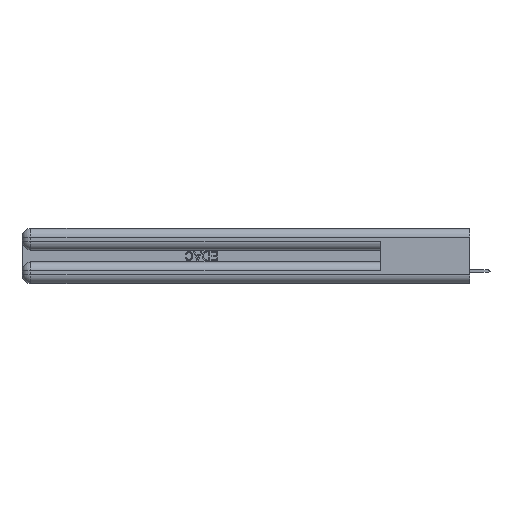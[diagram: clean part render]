
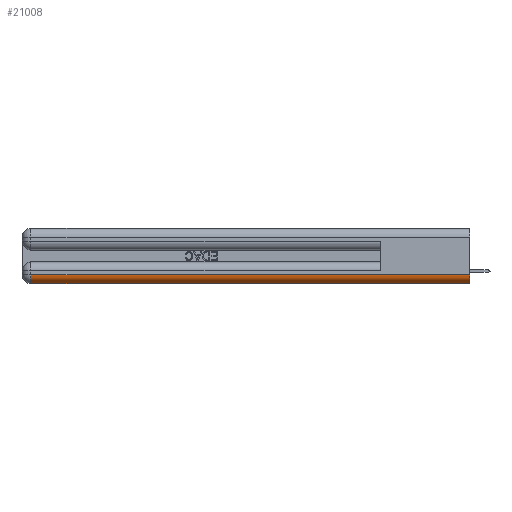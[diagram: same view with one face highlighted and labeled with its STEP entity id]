
A CAD part, left-side view. The second image highlights one B-rep face of the part: STEP entity #21008.
In plain terms, the highlighted cylindrical face has radius 1.524 mm (diameter 3.048 mm), a partial arc.
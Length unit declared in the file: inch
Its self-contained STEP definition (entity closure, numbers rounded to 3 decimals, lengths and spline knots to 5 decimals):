
#1652 = ORIENTED_EDGE ( 'NONE', *, *, #36388, .F. ) ;
#2992 = VERTEX_POINT ( 'NONE', #29800 ) ;
#4800 = AXIS2_PLACEMENT_3D ( 'NONE', #40616, #27349, #13080 ) ;
#6785 = CYLINDRICAL_SURFACE ( 'NONE', #4800, 0.06 ) ;
#6841 = EDGE_CURVE ( 'NONE', #35265, #40363, #30052, .T. ) ;
#11154 = LINE ( 'NONE', #38024, #14851 ) ;
#11278 = ORIENTED_EDGE ( 'NONE', *, *, #44163, .F. ) ;
#13080 = DIRECTION ( 'NONE',  ( 0., 0., 1. ) ) ;
#14851 = VECTOR ( 'NONE', #31734, 39.37008 ) ;
#15993 = CARTESIAN_POINT ( 'NONE',  ( 0., 0., 0.06 ) ) ;
#16090 = ORIENTED_EDGE ( 'NONE', *, *, #6841, .F. ) ;
#17342 = DIRECTION ( 'NONE',  ( 0., 0., 1. ) ) ;
#19343 = ORIENTED_EDGE ( 'NONE', *, *, #22044, .F. ) ;
#20238 = LINE ( 'NONE', #33910, #28365 ) ;
#20435 = FACE_OUTER_BOUND ( 'NONE', #30609, .T. ) ;
#20475 = CARTESIAN_POINT ( 'NONE',  ( 0.06, 2.94, 0.06 ) ) ;
#21008 = ADVANCED_FACE ( 'NONE', ( #20435 ), #6785, .T. ) ;
#22044 = EDGE_CURVE ( 'NONE', #39802, #35265, #11154, .T. ) ;
#22128 = DIRECTION ( 'NONE',  ( 0., -1., 0. ) ) ;
#25044 = DIRECTION ( 'NONE',  ( 0., 0., 1. ) ) ;
#27349 = DIRECTION ( 'NONE',  ( 0., 1., 0. ) ) ;
#28365 = VECTOR ( 'NONE', #30121, 39.37008 ) ;
#29336 = AXIS2_PLACEMENT_3D ( 'NONE', #42089, #22128, #25044 ) ;
#29800 = CARTESIAN_POINT ( 'NONE',  ( 0.06, 2.94, 0. ) ) ;
#30052 = CIRCLE ( 'NONE', #29336, 0.06 ) ;
#30121 = DIRECTION ( 'NONE',  ( 0., 1., 0. ) ) ;
#30609 = EDGE_LOOP ( 'NONE', ( #16090, #19343, #1652, #11278 ) ) ;
#31734 = DIRECTION ( 'NONE',  ( 0., -1., 0. ) ) ;
#33639 = AXIS2_PLACEMENT_3D ( 'NONE', #20475, #34358, #17342 ) ;
#33910 = CARTESIAN_POINT ( 'NONE',  ( 0.06, 3., 0. ) ) ;
#34358 = DIRECTION ( 'NONE',  ( 0., 1., 0. ) ) ;
#35265 = VERTEX_POINT ( 'NONE', #15993 ) ;
#35526 = CARTESIAN_POINT ( 'NONE',  ( 0., 2.94, 0.06 ) ) ;
#35793 = CIRCLE ( 'NONE', #33639, 0.06 ) ;
#36388 = EDGE_CURVE ( 'NONE', #2992, #39802, #35793, .T. ) ;
#38024 = CARTESIAN_POINT ( 'NONE',  ( 0., 0., 0.06 ) ) ;
#39802 = VERTEX_POINT ( 'NONE', #35526 ) ;
#40363 = VERTEX_POINT ( 'NONE', #43964 ) ;
#40616 = CARTESIAN_POINT ( 'NONE',  ( 0.06, 0., 0.06 ) ) ;
#42089 = CARTESIAN_POINT ( 'NONE',  ( 0.06, 0., 0.06 ) ) ;
#43964 = CARTESIAN_POINT ( 'NONE',  ( 0.06, 0., 0. ) ) ;
#44163 = EDGE_CURVE ( 'NONE', #40363, #2992, #20238, .T. ) ;
